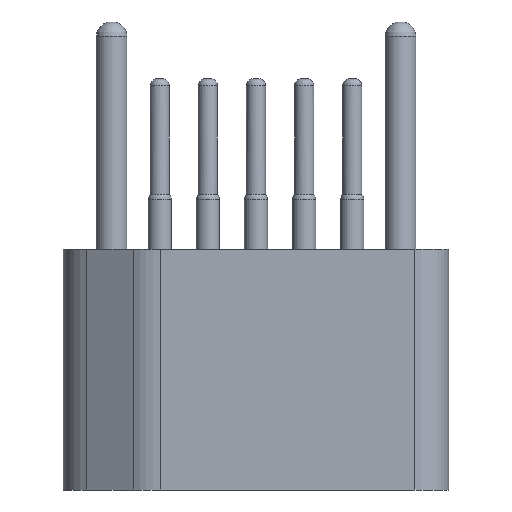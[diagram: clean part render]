
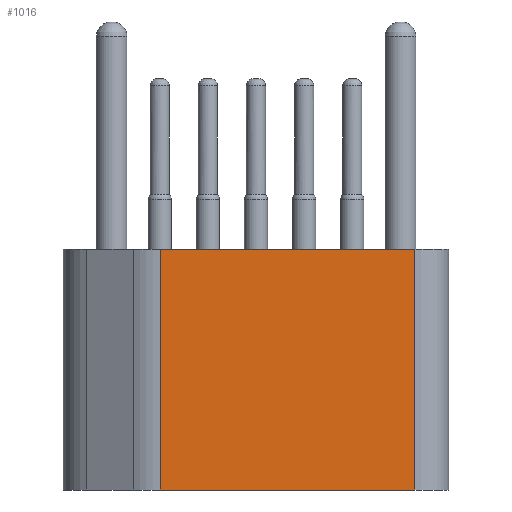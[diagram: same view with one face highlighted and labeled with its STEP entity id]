
A CAD part, front view. The second image highlights one B-rep face of the part: STEP entity #1016.
In plain terms, the highlighted planar face has unit normal (0, -1, 0).
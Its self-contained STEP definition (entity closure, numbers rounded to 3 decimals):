
#338 = PLANE('',#339);
#339 = AXIS2_PLACEMENT_3D('',#340,#341,#342);
#340 = CARTESIAN_POINT('',(0.471,0.,6.35));
#341 = DIRECTION('',(0.,0.,1.));
#342 = DIRECTION('',(1.,0.,0.));
#357 = EDGE_CURVE('',#358,#360,#362,.T.);
#358 = VERTEX_POINT('',#359);
#359 = CARTESIAN_POINT('',(-2.522,-2.032,6.35));
#360 = VERTEX_POINT('',#361);
#361 = CARTESIAN_POINT('',(4.191,-2.032,6.35));
#362 = SURFACE_CURVE('',#363,(#367,#374),.PCURVE_S1.);
#363 = LINE('',#364,#365);
#364 = CARTESIAN_POINT('',(-2.522,-2.032,6.35));
#365 = VECTOR('',#366,1.);
#366 = DIRECTION('',(1.,0.,0.));
#367 = PCURVE('',#338,#368);
#368 = DEFINITIONAL_REPRESENTATION('',(#369),#373);
#369 = LINE('',#370,#371);
#370 = CARTESIAN_POINT('',(-2.994,-2.032));
#371 = VECTOR('',#372,1.);
#372 = DIRECTION('',(1.,0.));
#373 = ( GEOMETRIC_REPRESENTATION_CONTEXT(2) 
PARAMETRIC_REPRESENTATION_CONTEXT() REPRESENTATION_CONTEXT('2D SPACE',''
  ) );
#374 = PCURVE('',#375,#380);
#375 = PLANE('',#376);
#376 = AXIS2_PLACEMENT_3D('',#377,#378,#379);
#377 = CARTESIAN_POINT('',(-2.522,-2.032,0.));
#378 = DIRECTION('',(0.,1.,0.));
#379 = DIRECTION('',(1.,0.,0.));
#380 = DEFINITIONAL_REPRESENTATION('',(#381),#385);
#381 = LINE('',#382,#383);
#382 = CARTESIAN_POINT('',(0.,-6.35));
#383 = VECTOR('',#384,1.);
#384 = DIRECTION('',(1.,0.));
#385 = ( GEOMETRIC_REPRESENTATION_CONTEXT(2) 
PARAMETRIC_REPRESENTATION_CONTEXT() REPRESENTATION_CONTEXT('2D SPACE',''
  ) );
#404 = CYLINDRICAL_SURFACE('',#405,0.889);
#405 = AXIS2_PLACEMENT_3D('',#406,#407,#408);
#406 = CARTESIAN_POINT('',(4.191,-1.143,0.));
#407 = DIRECTION('',(0.,0.,1.));
#408 = DIRECTION('',(0.,-1.,0.));
#630 = CYLINDRICAL_SURFACE('',#631,1.391);
#631 = AXIS2_PLACEMENT_3D('',#632,#633,#634);
#632 = CARTESIAN_POINT('',(-2.513,-0.641,0.));
#633 = DIRECTION('',(-0.,-0.,-1.));
#634 = DIRECTION('',(1.,0.,0.));
#1016 = ADVANCED_FACE('',(#1017),#375,.F.);
#1017 = FACE_BOUND('',#1018,.F.);
#1018 = EDGE_LOOP('',(#1019,#1049,#1070,#1071));
#1019 = ORIENTED_EDGE('',*,*,#1020,.F.);
#1020 = EDGE_CURVE('',#1021,#1023,#1025,.T.);
#1021 = VERTEX_POINT('',#1022);
#1022 = CARTESIAN_POINT('',(-2.522,-2.032,0.));
#1023 = VERTEX_POINT('',#1024);
#1024 = CARTESIAN_POINT('',(4.191,-2.032,0.));
#1025 = SURFACE_CURVE('',#1026,(#1030,#1037),.PCURVE_S1.);
#1026 = LINE('',#1027,#1028);
#1027 = CARTESIAN_POINT('',(-2.522,-2.032,0.));
#1028 = VECTOR('',#1029,1.);
#1029 = DIRECTION('',(1.,0.,0.));
#1030 = PCURVE('',#375,#1031);
#1031 = DEFINITIONAL_REPRESENTATION('',(#1032),#1036);
#1032 = LINE('',#1033,#1034);
#1033 = CARTESIAN_POINT('',(0.,0.));
#1034 = VECTOR('',#1035,1.);
#1035 = DIRECTION('',(1.,0.));
#1036 = ( GEOMETRIC_REPRESENTATION_CONTEXT(2) 
PARAMETRIC_REPRESENTATION_CONTEXT() REPRESENTATION_CONTEXT('2D SPACE',''
  ) );
#1037 = PCURVE('',#1038,#1043);
#1038 = PLANE('',#1039);
#1039 = AXIS2_PLACEMENT_3D('',#1040,#1041,#1042);
#1040 = CARTESIAN_POINT('',(0.471,0.,0.));
#1041 = DIRECTION('',(0.,0.,1.));
#1042 = DIRECTION('',(1.,0.,0.));
#1043 = DEFINITIONAL_REPRESENTATION('',(#1044),#1048);
#1044 = LINE('',#1045,#1046);
#1045 = CARTESIAN_POINT('',(-2.994,-2.032));
#1046 = VECTOR('',#1047,1.);
#1047 = DIRECTION('',(1.,0.));
#1048 = ( GEOMETRIC_REPRESENTATION_CONTEXT(2) 
PARAMETRIC_REPRESENTATION_CONTEXT() REPRESENTATION_CONTEXT('2D SPACE',''
  ) );
#1049 = ORIENTED_EDGE('',*,*,#1050,.T.);
#1050 = EDGE_CURVE('',#1021,#358,#1051,.T.);
#1051 = SURFACE_CURVE('',#1052,(#1056,#1063),.PCURVE_S1.);
#1052 = LINE('',#1053,#1054);
#1053 = CARTESIAN_POINT('',(-2.522,-2.032,0.));
#1054 = VECTOR('',#1055,1.);
#1055 = DIRECTION('',(0.,0.,1.));
#1056 = PCURVE('',#375,#1057);
#1057 = DEFINITIONAL_REPRESENTATION('',(#1058),#1062);
#1058 = LINE('',#1059,#1060);
#1059 = CARTESIAN_POINT('',(0.,0.));
#1060 = VECTOR('',#1061,1.);
#1061 = DIRECTION('',(0.,-1.));
#1062 = ( GEOMETRIC_REPRESENTATION_CONTEXT(2) 
PARAMETRIC_REPRESENTATION_CONTEXT() REPRESENTATION_CONTEXT('2D SPACE',''
  ) );
#1063 = PCURVE('',#630,#1064);
#1064 = DEFINITIONAL_REPRESENTATION('',(#1065),#1069);
#1065 = LINE('',#1066,#1067);
#1066 = CARTESIAN_POINT('',(-4.706,0.));
#1067 = VECTOR('',#1068,1.);
#1068 = DIRECTION('',(-0.,-1.));
#1069 = ( GEOMETRIC_REPRESENTATION_CONTEXT(2) 
PARAMETRIC_REPRESENTATION_CONTEXT() REPRESENTATION_CONTEXT('2D SPACE',''
  ) );
#1070 = ORIENTED_EDGE('',*,*,#357,.T.);
#1071 = ORIENTED_EDGE('',*,*,#1072,.F.);
#1072 = EDGE_CURVE('',#1023,#360,#1073,.T.);
#1073 = SURFACE_CURVE('',#1074,(#1078,#1085),.PCURVE_S1.);
#1074 = LINE('',#1075,#1076);
#1075 = CARTESIAN_POINT('',(4.191,-2.032,0.));
#1076 = VECTOR('',#1077,1.);
#1077 = DIRECTION('',(0.,0.,1.));
#1078 = PCURVE('',#375,#1079);
#1079 = DEFINITIONAL_REPRESENTATION('',(#1080),#1084);
#1080 = LINE('',#1081,#1082);
#1081 = CARTESIAN_POINT('',(6.713,0.));
#1082 = VECTOR('',#1083,1.);
#1083 = DIRECTION('',(0.,-1.));
#1084 = ( GEOMETRIC_REPRESENTATION_CONTEXT(2) 
PARAMETRIC_REPRESENTATION_CONTEXT() REPRESENTATION_CONTEXT('2D SPACE',''
  ) );
#1085 = PCURVE('',#404,#1086);
#1086 = DEFINITIONAL_REPRESENTATION('',(#1087),#1091);
#1087 = LINE('',#1088,#1089);
#1088 = CARTESIAN_POINT('',(0.,0.));
#1089 = VECTOR('',#1090,1.);
#1090 = DIRECTION('',(0.,1.));
#1091 = ( GEOMETRIC_REPRESENTATION_CONTEXT(2) 
PARAMETRIC_REPRESENTATION_CONTEXT() REPRESENTATION_CONTEXT('2D SPACE',''
  ) );
